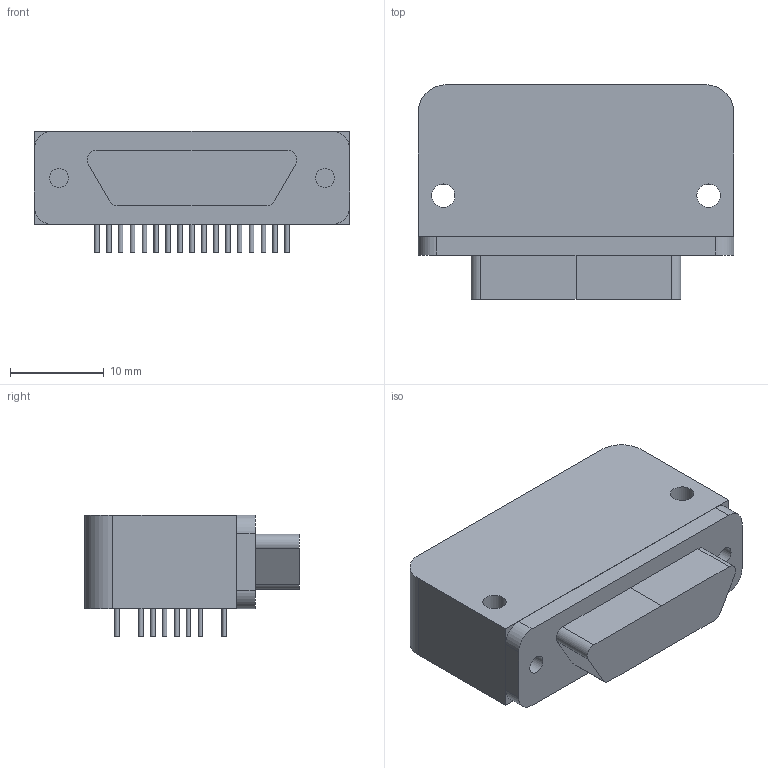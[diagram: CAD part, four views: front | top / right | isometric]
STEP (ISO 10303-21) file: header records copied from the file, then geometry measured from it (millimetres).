
FILE_DESCRIPTION(('FreeCAD Model'),'2;1');
FILE_NAME('Open CASCADE Shape Model','2024-11-05T16:56:51',(''),(''), 'Open CASCADE STEP processor 7.6','FreeCAD','Unknown');
FILE_SCHEMA(('AUTOMOTIVE_DESIGN { 1 0 10303 214 1 1 1 1 }'));
Length unit declared in the file: millimetre
Products named in the file (13): microD; base; flange; pin; Array001; Pad004; Array002; Array003; Array; Array001 (mirrored); Array002 (mirrored); Array003 (mirrored); Array (mirrored)
Assembly tree (30 placements, depth 3):
  microD
    base
    flange
    pin
    Array001
      Pad004  x4
    Pad004  x4
    Array002
      Pad004  x4
    Array003
      Pad004  x3
    Array
      Pad004  x4
    Array001 (mirrored)
    Array002 (mirrored)
    Array003 (mirrored)
    Array (mirrored)
Bounding box: 33.7 x 22.9 x 13 mm (x, y, z)
Volume: 6551.8 mm3; surface area: 3475.2 mm2
Topology: 37 solids, 37 shells, 142 faces, 195 edges, 130 vertices
Faces by surface type: plane 91, cylinder 51
Full cylindrical faces by diameter (mm): 0.5 x35, 2 x4, 2.5 x2
Entity records: 2599 total; most frequent: DIRECTION 445, CARTESIAN_POINT 354, ORIENTED_EDGE 282, AXIS2_PLACEMENT_3D 185, EDGE_CURVE 141, FACE_BOUND 99, EDGE_LOOP 99, VERTEX_POINT 94
